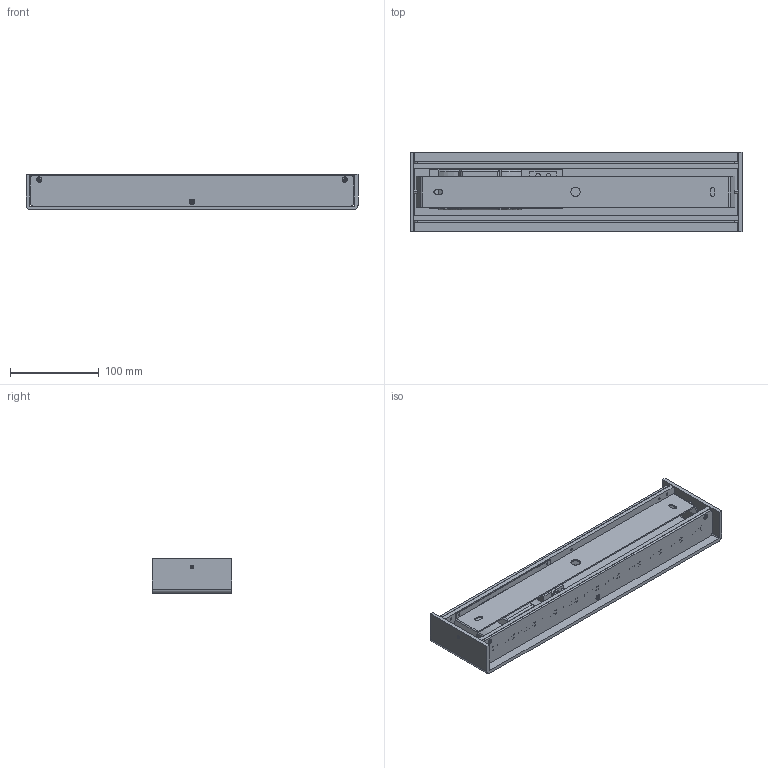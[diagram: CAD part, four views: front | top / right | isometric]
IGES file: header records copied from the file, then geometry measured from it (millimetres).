
Start section: SolidWorks IGES file using analytic representation for surfaces
Global section: file name: 2HW16傖倰.IGS; native system: SolidWorks 2014; preprocessor: SolidWorks 2014; author: Administrator; date: 180615.154513; units: millimetre
Bounding box: 375 x 90 x 40.01 mm (x, y, z)
Surface area: 293613.7 mm2 (no closed solid volume)
Topology: 0 solids, 0 shells, 1650 faces, 15127 edges, 15127 vertices
Faces by surface type: bspline 1310, revolution 340
